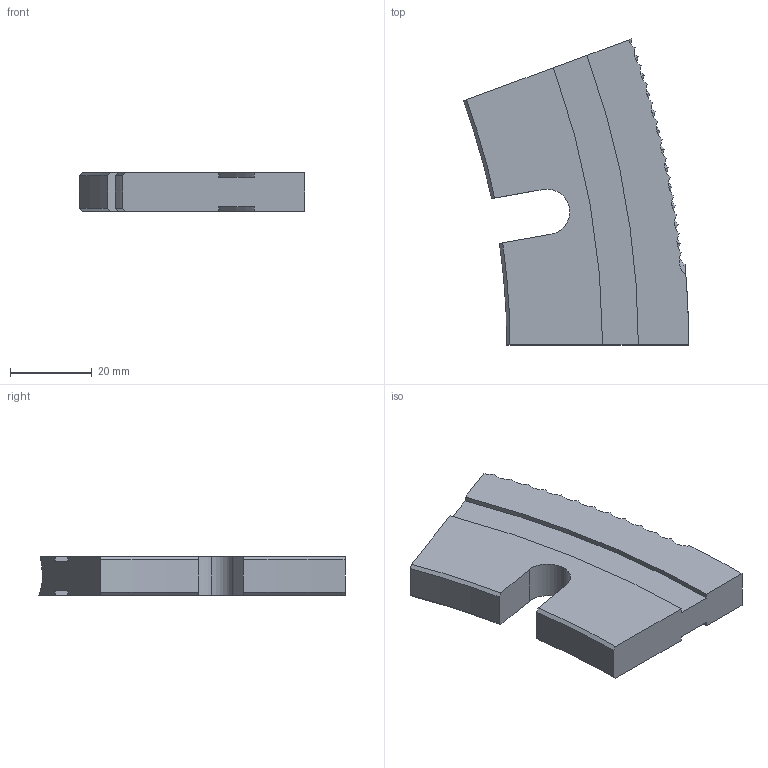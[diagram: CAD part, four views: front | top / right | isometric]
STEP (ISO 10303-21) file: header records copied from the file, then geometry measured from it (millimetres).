
FILE_DESCRIPTION (( 'STEP AP203' ), '1' );
FILE_NAME ('M5663-S.STEP', '2022-04-20T20:39:51', ( '' ), ( '' ), 'SwSTEP 2.0', 'SolidWorks 2020', '' );
FILE_SCHEMA (( 'CONFIG_CONTROL_DESIGN' ));
Length unit declared in the file: inch
Products named in the file (1): M5663-S
Bounding box: 55.07 x 74.82 x 9.49 mm (x, y, z)
Volume: 24252.5 mm3; surface area: 8359.4 mm2
Topology: 1 solids, 1 shells, 51 faces, 147 edges, 98 vertices
Faces by surface type: sphere 26, plane 10, cylinder 9, cone 4, torus 2
Entity records: 2211 total; most frequent: CARTESIAN_POINT 773, DIRECTION 298, ORIENTED_EDGE 294, EDGE_CURVE 147, AXIS2_PLACEMENT_3D 131, VERTEX_POINT 98, CIRCLE 79, FACE_OUTER_BOUND 51
